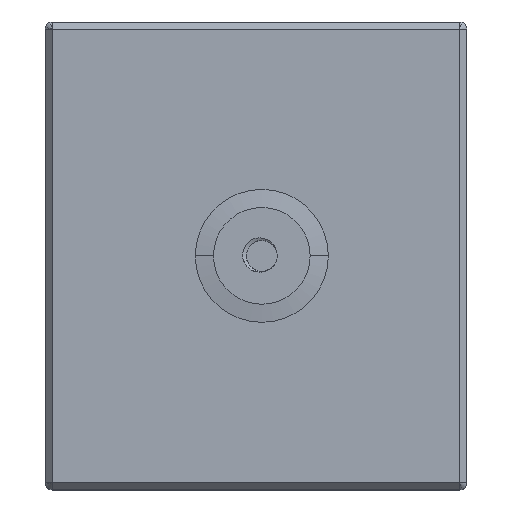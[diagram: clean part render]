
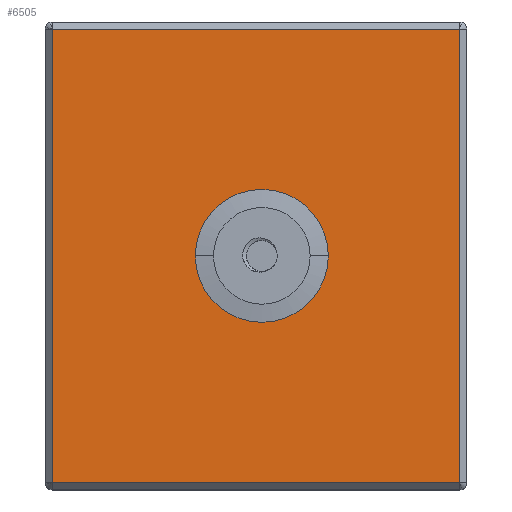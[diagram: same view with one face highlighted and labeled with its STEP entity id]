
A CAD part, top view. The second image highlights one B-rep face of the part: STEP entity #6505.
In plain terms, the highlighted planar face has unit normal (0, 0, 1).
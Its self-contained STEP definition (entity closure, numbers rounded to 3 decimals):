
#422 = DIRECTION ( 'NONE',  ( 0., 0., 1. ) ) ;
#2452 = EDGE_LOOP ( 'NONE', ( #31466, #14965, #25047, #20972 ) ) ;
#2674 = CARTESIAN_POINT ( 'NONE',  ( 63.988, -3.235, 5.987 ) ) ;
#3968 = DIRECTION ( 'NONE',  ( 1., 0., 0. ) ) ;
#4706 = EDGE_CURVE ( 'NONE', #20473, #28113, #21930, .T. ) ;
#5024 = DIRECTION ( 'NONE',  ( 0., 1., 0. ) ) ;
#5136 = DIRECTION ( 'NONE',  ( 0., 0., 1. ) ) ;
#5959 = CARTESIAN_POINT ( 'NONE',  ( 42.27, 34.255, 5.987 ) ) ;
#6145 = CARTESIAN_POINT ( 'NONE',  ( -3.372, 71.745, 5.987 ) ) ;
#6505 = ADVANCED_FACE ( 'NONE', ( #29644, #27052 ), #7569, .T. ) ;
#6533 = DIRECTION ( 'NONE',  ( 0., -1., 0. ) ) ;
#7526 = AXIS2_PLACEMENT_3D ( 'NONE', #15388, #422, #10248 ) ;
#7569 = PLANE ( 'NONE',  #13918 ) ;
#7689 = LINE ( 'NONE', #2674, #18362 ) ;
#7980 = VECTOR ( 'NONE', #31227, 1000. ) ;
#8345 = CARTESIAN_POINT ( 'NONE',  ( 63.988, 71.745, 5.987 ) ) ;
#8476 = DIRECTION ( 'NONE',  ( 0., 0., 1. ) ) ;
#8493 = LINE ( 'NONE', #21390, #7980 ) ;
#8760 = CARTESIAN_POINT ( 'NONE',  ( 63.988, -3.235, 5.987 ) ) ;
#8946 = VERTEX_POINT ( 'NONE', #8345 ) ;
#9258 = LINE ( 'NONE', #21517, #26423 ) ;
#9812 = EDGE_CURVE ( 'NONE', #16691, #20754, #7689, .T. ) ;
#10248 = DIRECTION ( 'NONE',  ( 1., 0., 0. ) ) ;
#13918 = AXIS2_PLACEMENT_3D ( 'NONE', #17407, #5136, #30413 ) ;
#14965 = ORIENTED_EDGE ( 'NONE', *, *, #27660, .T. ) ;
#15388 = CARTESIAN_POINT ( 'NONE',  ( 31.27, 34.255, 5.987 ) ) ;
#15400 = DIRECTION ( 'NONE',  ( 1., 0., 0. ) ) ;
#15737 = CARTESIAN_POINT ( 'NONE',  ( 31.27, 34.255, 5.987 ) ) ;
#16513 = CARTESIAN_POINT ( 'NONE',  ( 20.27, 34.255, 5.987 ) ) ;
#16691 = VERTEX_POINT ( 'NONE', #17742 ) ;
#17076 = ORIENTED_EDGE ( 'NONE', *, *, #4706, .F. ) ;
#17079 = ORIENTED_EDGE ( 'NONE', *, *, #26693, .F. ) ;
#17407 = CARTESIAN_POINT ( 'NONE',  ( 0., 0., 5.987 ) ) ;
#17742 = CARTESIAN_POINT ( 'NONE',  ( -3.372, -3.235, 5.987 ) ) ;
#18362 = VECTOR ( 'NONE', #15400, 1000. ) ;
#19684 = LINE ( 'NONE', #27096, #23343 ) ;
#20473 = VERTEX_POINT ( 'NONE', #5959 ) ;
#20754 = VERTEX_POINT ( 'NONE', #8760 ) ;
#20972 = ORIENTED_EDGE ( 'NONE', *, *, #9812, .T. ) ;
#21390 = CARTESIAN_POINT ( 'NONE',  ( -3.372, 71.745, 5.987 ) ) ;
#21517 = CARTESIAN_POINT ( 'NONE',  ( -3.372, -3.235, 5.987 ) ) ;
#21930 = CIRCLE ( 'NONE', #7526, 11. ) ;
#23343 = VECTOR ( 'NONE', #5024, 1000. ) ;
#25047 = ORIENTED_EDGE ( 'NONE', *, *, #25162, .T. ) ;
#25162 = EDGE_CURVE ( 'NONE', #25975, #16691, #9258, .T. ) ;
#25432 = CIRCLE ( 'NONE', #31111, 11. ) ;
#25553 = EDGE_CURVE ( 'NONE', #20754, #8946, #19684, .T. ) ;
#25975 = VERTEX_POINT ( 'NONE', #6145 ) ;
#26423 = VECTOR ( 'NONE', #6533, 1000. ) ;
#26693 = EDGE_CURVE ( 'NONE', #28113, #20473, #25432, .T. ) ;
#27052 = FACE_OUTER_BOUND ( 'NONE', #2452, .T. ) ;
#27096 = CARTESIAN_POINT ( 'NONE',  ( 63.988, 71.745, 5.987 ) ) ;
#27660 = EDGE_CURVE ( 'NONE', #8946, #25975, #8493, .T. ) ;
#28113 = VERTEX_POINT ( 'NONE', #16513 ) ;
#28287 = EDGE_LOOP ( 'NONE', ( #17076, #17079 ) ) ;
#29644 = FACE_BOUND ( 'NONE', #28287, .T. ) ;
#30413 = DIRECTION ( 'NONE',  ( 1., 0., 0. ) ) ;
#31111 = AXIS2_PLACEMENT_3D ( 'NONE', #15737, #8476, #3968 ) ;
#31227 = DIRECTION ( 'NONE',  ( -1., 0., 0. ) ) ;
#31466 = ORIENTED_EDGE ( 'NONE', *, *, #25553, .T. ) ;
